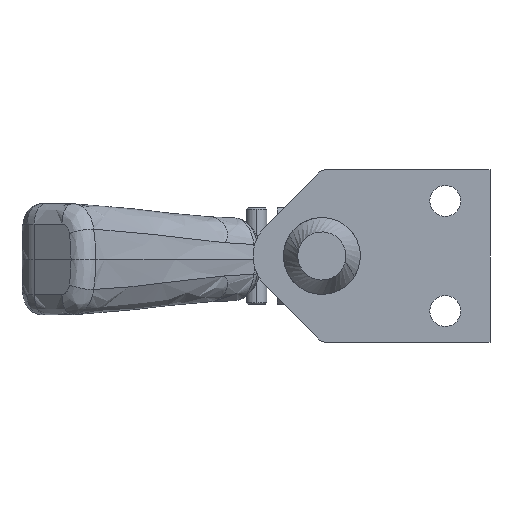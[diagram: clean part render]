
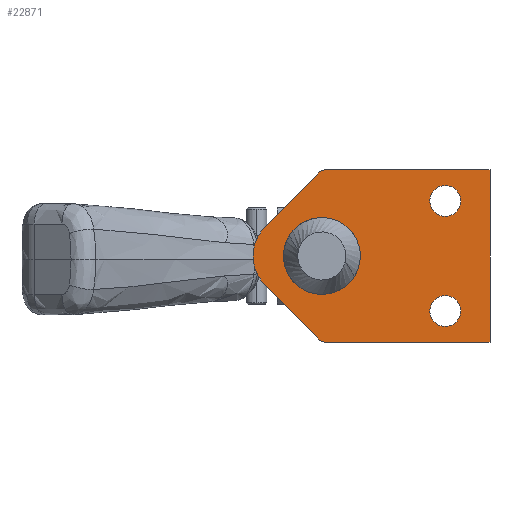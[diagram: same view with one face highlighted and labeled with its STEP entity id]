
A CAD part, left-side view. The second image highlights one B-rep face of the part: STEP entity #22871.
In plain terms, the highlighted face is planar.
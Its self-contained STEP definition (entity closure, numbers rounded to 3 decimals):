
#159 = ORIENTED_EDGE ( 'NONE', *, *, #11363, .T. ) ;
#254 = DIRECTION ( 'NONE',  ( 1., 0., 0. ) ) ;
#300 = ORIENTED_EDGE ( 'NONE', *, *, #18718, .T. ) ;
#442 = VERTEX_POINT ( 'NONE', #8150 ) ;
#443 = CIRCLE ( 'NONE', #15353, 2.25 ) ;
#648 = ORIENTED_EDGE ( 'NONE', *, *, #20800, .T. ) ;
#671 = VERTEX_POINT ( 'NONE', #4750 ) ;
#831 = CARTESIAN_POINT ( 'NONE',  ( -17.5, 24.43, 2.5 ) ) ;
#1242 = DIRECTION ( 'NONE',  ( 1., 0., 0. ) ) ;
#1291 = EDGE_CURVE ( 'NONE', #24246, #3210, #12267, .T. ) ;
#1473 = EDGE_CURVE ( 'NONE', #19456, #9899, #18878, .T. ) ;
#1575 = CARTESIAN_POINT ( 'NONE',  ( -4.5, 6.5, 2.5 ) ) ;
#1777 = DIRECTION ( 'NONE',  ( 1., 0., 0. ) ) ;
#1944 = CARTESIAN_POINT ( 'NONE',  ( -1., 23.996, 2.5 ) ) ;
#2626 = ORIENTED_EDGE ( 'NONE', *, *, #6720, .F. ) ;
#3129 = EDGE_CURVE ( 'NONE', #13222, #19081, #16500, .T. ) ;
#3210 = VERTEX_POINT ( 'NONE', #21168 ) ;
#3507 = CARTESIAN_POINT ( 'NONE',  ( -4.5, 6.5, 2.5 ) ) ;
#3812 = VERTEX_POINT ( 'NONE', #21198 ) ;
#3831 = DIRECTION ( 'NONE',  ( 0., 1., 0. ) ) ;
#3998 = VECTOR ( 'NONE', #10295, 1000. ) ;
#4183 = DIRECTION ( 'NONE',  ( 1., 0., 0. ) ) ;
#4399 = ORIENTED_EDGE ( 'NONE', *, *, #8927, .T. ) ;
#4431 = CARTESIAN_POINT ( 'NONE',  ( -0.293, 24.703, 2.5 ) ) ;
#4750 = CARTESIAN_POINT ( 'NONE',  ( -22.75, 6.5, 2.5 ) ) ;
#4793 = ORIENTED_EDGE ( 'NONE', *, *, #1291, .F. ) ;
#4980 = CARTESIAN_POINT ( 'NONE',  ( -7.5, 24.43, 2.5 ) ) ;
#4993 = LINE ( 'NONE', #16283, #15834 ) ;
#5658 = DIRECTION ( 'NONE',  ( 0., 0., 1. ) ) ;
#5734 = CARTESIAN_POINT ( 'NONE',  ( -18.25, 6.5, 2.5 ) ) ;
#5926 = CARTESIAN_POINT ( 'NONE',  ( -8.11, 32.52, 2.5 ) ) ;
#6179 = AXIS2_PLACEMENT_3D ( 'NONE', #22057, #10546, #23978 ) ;
#6232 = VECTOR ( 'NONE', #3831, 1000. ) ;
#6384 = CARTESIAN_POINT ( 'NONE',  ( -12.5, 24.43, 2.5 ) ) ;
#6536 = VECTOR ( 'NONE', #23315, 1000. ) ;
#6651 = FACE_BOUND ( 'NONE', #9746, .T. ) ;
#6720 = EDGE_CURVE ( 'NONE', #19081, #13222, #21031, .T. ) ;
#6935 = FACE_OUTER_BOUND ( 'NONE', #16524, .T. ) ;
#7442 = ORIENTED_EDGE ( 'NONE', *, *, #16234, .T. ) ;
#7525 = AXIS2_PLACEMENT_3D ( 'NONE', #19245, #23085, #7540 ) ;
#7531 = VERTEX_POINT ( 'NONE', #5926 ) ;
#7540 = DIRECTION ( 'NONE',  ( 1., 0., 0. ) ) ;
#7890 = CARTESIAN_POINT ( 'NONE',  ( 0., 0., 2.5 ) ) ;
#8150 = CARTESIAN_POINT ( 'NONE',  ( -25., 23.996, 2.5 ) ) ;
#8691 = ORIENTED_EDGE ( 'NONE', *, *, #3129, .F. ) ;
#8793 = DIRECTION ( 'NONE',  ( 1., 0., 0. ) ) ;
#8927 = EDGE_CURVE ( 'NONE', #3812, #442, #16838, .T. ) ;
#9123 = DIRECTION ( 'NONE',  ( 0., 0., 1. ) ) ;
#9257 = DIRECTION ( 'NONE',  ( 0., 0., 1. ) ) ;
#9438 = PLANE ( 'NONE',  #11628 ) ;
#9562 = CARTESIAN_POINT ( 'NONE',  ( 0., 0., 2.5 ) ) ;
#9746 = EDGE_LOOP ( 'NONE', ( #18098, #4793 ) ) ;
#9773 = VERTEX_POINT ( 'NONE', #19290 ) ;
#9791 = CARTESIAN_POINT ( 'NONE',  ( -2.25, 6.5, 2.5 ) ) ;
#9859 = CARTESIAN_POINT ( 'NONE',  ( -0.293, 24.703, 2.5 ) ) ;
#9899 = VERTEX_POINT ( 'NONE', #14235 ) ;
#10295 = DIRECTION ( 'NONE',  ( 0., -1., 0. ) ) ;
#10546 = DIRECTION ( 'NONE',  ( 0., 0., 1. ) ) ;
#11075 = EDGE_LOOP ( 'NONE', ( #14762, #17533 ) ) ;
#11169 = FACE_BOUND ( 'NONE', #11075, .T. ) ;
#11345 = DIRECTION ( 'NONE',  ( 1., 0., 0. ) ) ;
#11363 = EDGE_CURVE ( 'NONE', #9899, #14012, #24108, .T. ) ;
#11526 = VERTEX_POINT ( 'NONE', #23124 ) ;
#11628 = AXIS2_PLACEMENT_3D ( 'NONE', #1944, #5658, #1777 ) ;
#12267 = CIRCLE ( 'NONE', #21823, 2.25 ) ;
#12466 = EDGE_CURVE ( 'NONE', #671, #16865, #16195, .T. ) ;
#12494 = DIRECTION ( 'NONE',  ( 1., 0., 0. ) ) ;
#13045 = EDGE_CURVE ( 'NONE', #16865, #671, #17885, .T. ) ;
#13047 = DIRECTION ( 'NONE',  ( 1., 0., 0. ) ) ;
#13123 = DIRECTION ( 'NONE',  ( 0., 0., 1. ) ) ;
#13194 = EDGE_CURVE ( 'NONE', #442, #11526, #14266, .T. ) ;
#13222 = VERTEX_POINT ( 'NONE', #831 ) ;
#13447 = VECTOR ( 'NONE', #16933, 1000. ) ;
#14012 = VERTEX_POINT ( 'NONE', #4431 ) ;
#14049 = EDGE_LOOP ( 'NONE', ( #8691, #2626 ) ) ;
#14235 = CARTESIAN_POINT ( 'NONE',  ( 0., 23.996, 2.5 ) ) ;
#14266 = LINE ( 'NONE', #23401, #3998 ) ;
#14762 = ORIENTED_EDGE ( 'NONE', *, *, #12466, .F. ) ;
#14896 = CARTESIAN_POINT ( 'NONE',  ( -24.707, 24.703, 2.5 ) ) ;
#15353 = AXIS2_PLACEMENT_3D ( 'NONE', #1575, #13123, #11345 ) ;
#15759 = AXIS2_PLACEMENT_3D ( 'NONE', #20869, #9257, #24635 ) ;
#15768 = AXIS2_PLACEMENT_3D ( 'NONE', #21460, #23573, #254 ) ;
#15834 = VECTOR ( 'NONE', #12494, 1000. ) ;
#16061 = DIRECTION ( 'NONE',  ( 0., 0., 1. ) ) ;
#16195 = CIRCLE ( 'NONE', #7525, 2.25 ) ;
#16234 = EDGE_CURVE ( 'NONE', #11526, #19456, #4993, .T. ) ;
#16283 = CARTESIAN_POINT ( 'NONE',  ( -25., 0., 2.5 ) ) ;
#16291 = EDGE_CURVE ( 'NONE', #3210, #24246, #443, .T. ) ;
#16500 = CIRCLE ( 'NONE', #19778, 5. ) ;
#16524 = EDGE_LOOP ( 'NONE', ( #20805, #7442, #22882, #159, #18697, #300, #648, #4399 ) ) ;
#16838 = CIRCLE ( 'NONE', #6179, 1. ) ;
#16865 = VERTEX_POINT ( 'NONE', #5734 ) ;
#16933 = DIRECTION ( 'NONE',  ( -0.707, -0.707, 0. ) ) ;
#17533 = ORIENTED_EDGE ( 'NONE', *, *, #13045, .F. ) ;
#17885 = CIRCLE ( 'NONE', #15768, 2.25 ) ;
#18098 = ORIENTED_EDGE ( 'NONE', *, *, #16291, .F. ) ;
#18697 = ORIENTED_EDGE ( 'NONE', *, *, #24813, .T. ) ;
#18718 = EDGE_CURVE ( 'NONE', #7531, #9773, #21394, .T. ) ;
#18878 = LINE ( 'NONE', #9562, #6232 ) ;
#19081 = VERTEX_POINT ( 'NONE', #4980 ) ;
#19176 = DIRECTION ( 'NONE',  ( 0., 0., 1. ) ) ;
#19245 = CARTESIAN_POINT ( 'NONE',  ( -20.5, 6.5, 2.5 ) ) ;
#19290 = CARTESIAN_POINT ( 'NONE',  ( -16.89, 32.52, 2.5 ) ) ;
#19456 = VERTEX_POINT ( 'NONE', #7890 ) ;
#19778 = AXIS2_PLACEMENT_3D ( 'NONE', #22279, #24286, #1242 ) ;
#19793 = LINE ( 'NONE', #14896, #13447 ) ;
#20048 = AXIS2_PLACEMENT_3D ( 'NONE', #20558, #9123, #8793 ) ;
#20558 = CARTESIAN_POINT ( 'NONE',  ( -12.5, 28.43, 2.5 ) ) ;
#20796 = FACE_BOUND ( 'NONE', #14049, .T. ) ;
#20800 = EDGE_CURVE ( 'NONE', #9773, #3812, #19793, .T. ) ;
#20805 = ORIENTED_EDGE ( 'NONE', *, *, #13194, .T. ) ;
#20869 = CARTESIAN_POINT ( 'NONE',  ( -1., 23.996, 2.5 ) ) ;
#21031 = CIRCLE ( 'NONE', #21110, 5. ) ;
#21110 = AXIS2_PLACEMENT_3D ( 'NONE', #6384, #16061, #4183 ) ;
#21168 = CARTESIAN_POINT ( 'NONE',  ( -6.75, 6.5, 2.5 ) ) ;
#21198 = CARTESIAN_POINT ( 'NONE',  ( -24.707, 24.703, 2.5 ) ) ;
#21394 = CIRCLE ( 'NONE', #20048, 6. ) ;
#21460 = CARTESIAN_POINT ( 'NONE',  ( -20.5, 6.5, 2.5 ) ) ;
#21823 = AXIS2_PLACEMENT_3D ( 'NONE', #3507, #19176, #13047 ) ;
#22057 = CARTESIAN_POINT ( 'NONE',  ( -24., 23.996, 2.5 ) ) ;
#22168 = LINE ( 'NONE', #9859, #6536 ) ;
#22279 = CARTESIAN_POINT ( 'NONE',  ( -12.5, 24.43, 2.5 ) ) ;
#22871 = ADVANCED_FACE ( 'NONE', ( #11169, #6935, #20796, #6651 ), #9438, .T. ) ;
#22882 = ORIENTED_EDGE ( 'NONE', *, *, #1473, .T. ) ;
#23085 = DIRECTION ( 'NONE',  ( 0., 0., 1. ) ) ;
#23124 = CARTESIAN_POINT ( 'NONE',  ( -25., 0., 2.5 ) ) ;
#23315 = DIRECTION ( 'NONE',  ( -0.707, 0.707, 0. ) ) ;
#23401 = CARTESIAN_POINT ( 'NONE',  ( -25., 23.996, 2.5 ) ) ;
#23573 = DIRECTION ( 'NONE',  ( 0., 0., 1. ) ) ;
#23978 = DIRECTION ( 'NONE',  ( 1., 0., 0. ) ) ;
#24108 = CIRCLE ( 'NONE', #15759, 1. ) ;
#24246 = VERTEX_POINT ( 'NONE', #9791 ) ;
#24286 = DIRECTION ( 'NONE',  ( 0., 0., 1. ) ) ;
#24635 = DIRECTION ( 'NONE',  ( 1., 0., 0. ) ) ;
#24813 = EDGE_CURVE ( 'NONE', #14012, #7531, #22168, .T. ) ;
